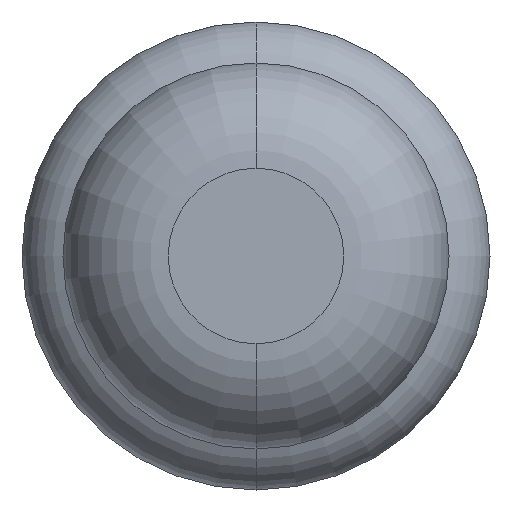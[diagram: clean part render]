
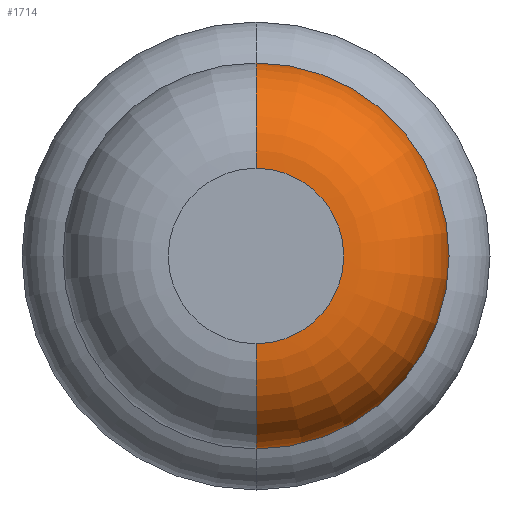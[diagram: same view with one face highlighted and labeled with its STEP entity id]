
A CAD part, front view. The second image highlights one B-rep face of the part: STEP entity #1714.
In plain terms, the highlighted toroidal (fillet/blend) face has major radius 0.375 mm and minor radius 0.45 mm.
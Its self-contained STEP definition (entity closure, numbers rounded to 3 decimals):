
#134 = CARTESIAN_POINT ( 'NONE',  ( 0., -24., -0.375 ) ) ;
#362 = DIRECTION ( 'NONE',  ( 0., 1., 0. ) ) ;
#497 = VERTEX_POINT ( 'NONE', #134 ) ;
#527 = ORIENTED_EDGE ( 'NONE', *, *, #920, .F. ) ;
#556 = CARTESIAN_POINT ( 'NONE',  ( 0., -23.55, 0. ) ) ;
#593 = VERTEX_POINT ( 'NONE', #2294 ) ;
#675 = ORIENTED_EDGE ( 'NONE', *, *, #1441, .F. ) ;
#742 = DIRECTION ( 'NONE',  ( 0., 0., -1. ) ) ;
#865 = DIRECTION ( 'NONE',  ( 0., 1., 0. ) ) ;
#878 = DIRECTION ( 'NONE',  ( -1., 0., 0. ) ) ;
#883 = DIRECTION ( 'NONE',  ( 0., 0., 1. ) ) ;
#920 = EDGE_CURVE ( 'Defeature ausgef�hrt1_7+Defeature ausgef�hrt1_6+Defeature ausgef�hrt1_6+Defeature ausgef�hrt1_6', #1655, #4118, #2425, .T. ) ;
#1401 = CARTESIAN_POINT ( 'NONE',  ( 0., -23.55, -0.825 ) ) ;
#1441 = EDGE_CURVE ( 'NONE', #593, #1655, #2422, .T. ) ;
#1655 = VERTEX_POINT ( 'NONE', #3656 ) ;
#1714 = ADVANCED_FACE ( 'Defeature ausgef�hrt1_6', ( #4097 ), #3576, .T. ) ;
#1944 = DIRECTION ( 'NONE',  ( 0., 0., 1. ) ) ;
#2073 = CARTESIAN_POINT ( 'NONE',  ( 0., -23.55, -0.375 ) ) ;
#2113 = ORIENTED_EDGE ( 'NONE', *, *, #2266, .T. ) ;
#2266 = EDGE_CURVE ( 'Defeature ausgef�hrt1_6+Defeature ausgef�hrt1_5+Defeature ausgef�hrt1_5+Defeature ausgef�hrt1_5', #593, #497, #4153, .T. ) ;
#2294 = CARTESIAN_POINT ( 'NONE',  ( 0., -24., 0.375 ) ) ;
#2422 = CIRCLE ( 'NONE', #3189, 0.45 ) ;
#2425 = CIRCLE ( 'NONE', #3436, 0.825 ) ;
#2496 = ORIENTED_EDGE ( 'NONE', *, *, #3201, .T. ) ;
#2875 = DIRECTION ( 'NONE',  ( 0., 1., 0. ) ) ;
#3019 = AXIS2_PLACEMENT_3D ( 'NONE', #2073, #3061, #742 ) ;
#3027 = DIRECTION ( 'NONE',  ( 0., 0., 1. ) ) ;
#3040 = CARTESIAN_POINT ( 'NONE',  ( 0., -23.55, 0. ) ) ;
#3061 = DIRECTION ( 'NONE',  ( 1., 0., 0. ) ) ;
#3173 = CARTESIAN_POINT ( 'NONE',  ( 0., -24., 0. ) ) ;
#3189 = AXIS2_PLACEMENT_3D ( 'NONE', #4263, #878, #1944 ) ;
#3200 = DIRECTION ( 'NONE',  ( 0., 0., 1. ) ) ;
#3201 = EDGE_CURVE ( 'NONE', #497, #4118, #3358, .T. ) ;
#3358 = CIRCLE ( 'NONE', #3019, 0.45 ) ;
#3436 = AXIS2_PLACEMENT_3D ( 'NONE', #556, #2875, #883 ) ;
#3497 = AXIS2_PLACEMENT_3D ( 'NONE', #3040, #362, #3027 ) ;
#3576 = TOROIDAL_SURFACE ( 'NONE', #3497, 0.375, 0.45 ) ;
#3656 = CARTESIAN_POINT ( 'NONE',  ( 0., -23.55, 0.825 ) ) ;
#4049 = EDGE_LOOP ( 'NONE', ( #2113, #2496, #527, #675 ) ) ;
#4097 = FACE_OUTER_BOUND ( 'NONE', #4049, .T. ) ;
#4118 = VERTEX_POINT ( 'NONE', #1401 ) ;
#4153 = CIRCLE ( 'NONE', #4283, 0.375 ) ;
#4263 = CARTESIAN_POINT ( 'NONE',  ( 0., -23.55, 0.375 ) ) ;
#4283 = AXIS2_PLACEMENT_3D ( 'NONE', #3173, #865, #3200 ) ;
